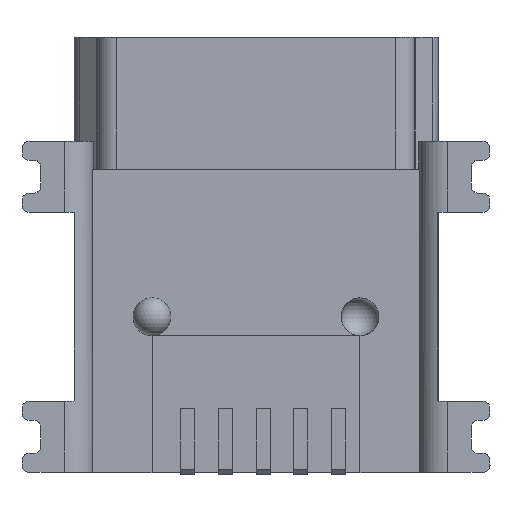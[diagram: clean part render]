
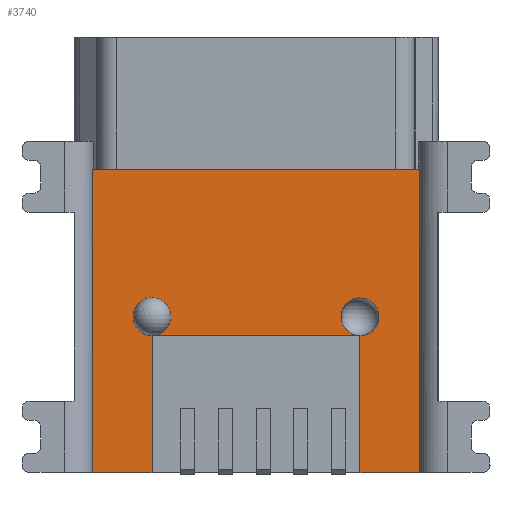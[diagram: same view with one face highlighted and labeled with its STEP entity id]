
A CAD part, front view. The second image highlights one B-rep face of the part: STEP entity #3740.
In plain terms, the highlighted planar face has unit normal (0, -1, 0).
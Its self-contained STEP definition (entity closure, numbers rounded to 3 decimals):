
#1868=EDGE_CURVE('',#4850,#2450,#5384,.T.);
#2110=EDGE_CURVE('',#3314,#3580,#5647,.T.);
#2154=EDGE_CURVE('',#2236,#3580,#5695,.T.);
#2236=VERTEX_POINT('',#5782);
#2268=EDGE_CURVE('',#3820,#4356,#5817,.T.);
#2290=EDGE_CURVE('',#4204,#2884,#5843,.T.);
#2450=VERTEX_POINT('',#6012);
#2660=EDGE_CURVE('',#3642,#3166,#6239,.T.);
#2884=VERTEX_POINT('',#6479);
#2970=EDGE_CURVE('',#4356,#4850,#6574,.T.);
#3020=EDGE_CURVE('',#3642,#2236,#6627,.T.);
#3166=VERTEX_POINT('',#6791);
#3314=VERTEX_POINT('',#6952);
#3436=VERTEX_POINT('',#7083);
#3580=VERTEX_POINT('',#7241);
#3624=EDGE_CURVE('',#5230,#3436,#7287,.T.);
#3642=VERTEX_POINT('',#7306);
#3740=ADVANCED_FACE('',(#7414),#7415,.T.);
#3792=EDGE_CURVE('',#2884,#5102,#7473,.T.);
#3820=VERTEX_POINT('',#7503);
#3918=EDGE_CURVE('',#3166,#3820,#7613,.T.);
#4126=EDGE_CURVE('',#3436,#4204,#7838,.T.);
#4204=VERTEX_POINT('',#7921);
#4356=VERTEX_POINT('',#8091);
#4366=EDGE_CURVE('',#2450,#5230,#8103,.T.);
#4410=EDGE_CURVE('',#5102,#3314,#8152,.T.);
#4850=VERTEX_POINT('',#8634);
#5102=VERTEX_POINT('',#8906);
#5230=VERTEX_POINT('',#9044);
#5384=CIRCLE('',#9245,0.4);
#5647=LINE('',#9622,#9623);
#5695=LINE('',#9702,#9703);
#5782=CARTESIAN_POINT('',(3.45,-0.001,-2.79));
#5817=LINE('',#9903,#9904);
#5843=CIRCLE('',#9943,0.4);
#6012=CARTESIAN_POINT('',(-1.8,-0.001,-5.91));
#6239=LINE('',#10527,#10528);
#6479=CARTESIAN_POINT('',(2.6,-0.001,-5.91));
#6574=CIRCLE('',#11042,0.4);
#6627=LINE('',#11121,#11122);
#6791=CARTESIAN_POINT('',(-3.45,-0.001,-9.21));
#6952=CARTESIAN_POINT('',(2.2,-0.001,-9.21));
#7083=CARTESIAN_POINT('',(2.111,-0.001,-6.3));
#7241=CARTESIAN_POINT('',(3.45,-0.001,-9.21));
#7287=LINE('',#12079,#12080);
#7306=CARTESIAN_POINT('',(-3.45,-0.001,-2.79));
#7414=FACE_OUTER_BOUND('',#12275,.T.);
#7415=PLANE('',#12276);
#7473=CIRCLE('',#12346,0.4);
#7503=CARTESIAN_POINT('',(-2.2,-0.001,-9.21));
#7613=LINE('',#12537,#12538);
#7838=CIRCLE('',#12889,0.4);
#7921=CARTESIAN_POINT('',(1.8,-0.001,-5.91));
#8091=CARTESIAN_POINT('',(-2.2,-0.001,-6.31));
#8103=CIRCLE('',#13285,0.4);
#8152=LINE('',#13352,#13353);
#8634=CARTESIAN_POINT('',(-2.6,-0.001,-5.91));
#8906=CARTESIAN_POINT('',(2.2,-0.001,-6.31));
#9044=CARTESIAN_POINT('',(-2.111,-0.001,-6.3));
#9245=AXIS2_PLACEMENT_3D('',#14829,#14830,#14831);
#9622=CARTESIAN_POINT('',(-3.45,-0.001,-9.21));
#9623=VECTOR('',#15109,1.0);
#9702=CARTESIAN_POINT('',(3.45,-0.001,-2.79));
#9703=VECTOR('',#15171,1.0);
#9903=CARTESIAN_POINT('',(-2.2,-0.001,-5.795));
#9904=VECTOR('',#15321,1.0);
#9943=AXIS2_PLACEMENT_3D('',#15358,#15359,#15360);
#10527=CARTESIAN_POINT('',(-3.45,-0.001,-2.79));
#10528=VECTOR('',#15754,1.0);
#11042=AXIS2_PLACEMENT_3D('',#16144,#16145,#16146);
#11121=CARTESIAN_POINT('',(-3.45,-0.001,-2.79));
#11122=VECTOR('',#16191,1.0);
#12079=CARTESIAN_POINT('',(-1.725,-0.001,-6.3));
#12080=VECTOR('',#16904,1.0);
#12275=EDGE_LOOP('',(#17072,#17073,#17074,#17075,#17076,#17077,#17078,#17079,#17080,#17081,#17082,#17083,#17084,#17085));
#12276=AXIS2_PLACEMENT_3D('',#17086,#17087,#17088);
#12346=AXIS2_PLACEMENT_3D('',#17154,#17155,#17156);
#12537=CARTESIAN_POINT('',(-3.45,-0.001,-9.21));
#12538=VECTOR('',#17313,1.0);
#12889=AXIS2_PLACEMENT_3D('',#17526,#17527,#17528);
#13285=AXIS2_PLACEMENT_3D('',#17812,#17813,#17814);
#13352=CARTESIAN_POINT('',(2.2,-0.001,-5.795));
#13353=VECTOR('',#17867,1.0);
#14829=CARTESIAN_POINT('',(-2.2,-0.001,-5.91));
#14830=DIRECTION('',(0.0,1.0,0.0));
#14831=DIRECTION('',(-1.0,0.0,0.));
#15109=DIRECTION('',(1.0,0.0,0.));
#15171=DIRECTION('',(0.,0.0,-1.0));
#15321=DIRECTION('',(0.,0.0,1.0));
#15358=CARTESIAN_POINT('',(2.2,-0.001,-5.91));
#15359=DIRECTION('',(0.0,1.0,0.0));
#15360=DIRECTION('',(-1.0,0.0,0.));
#15754=DIRECTION('',(0.,0.0,-1.0));
#16144=CARTESIAN_POINT('',(-2.2,-0.001,-5.91));
#16145=DIRECTION('',(0.0,1.0,0.0));
#16146=DIRECTION('',(-1.0,0.0,0.));
#16191=DIRECTION('',(1.0,0.0,0.));
#16904=DIRECTION('',(1.0,0.0,0.));
#17072=ORIENTED_EDGE('',*,*,#4410,.T.);
#17073=ORIENTED_EDGE('',*,*,#2110,.T.);
#17074=ORIENTED_EDGE('',*,*,#2154,.F.);
#17075=ORIENTED_EDGE('',*,*,#3020,.F.);
#17076=ORIENTED_EDGE('',*,*,#2660,.T.);
#17077=ORIENTED_EDGE('',*,*,#3918,.T.);
#17078=ORIENTED_EDGE('',*,*,#2268,.T.);
#17079=ORIENTED_EDGE('',*,*,#2970,.T.);
#17080=ORIENTED_EDGE('',*,*,#1868,.T.);
#17081=ORIENTED_EDGE('',*,*,#4366,.T.);
#17082=ORIENTED_EDGE('',*,*,#3624,.T.);
#17083=ORIENTED_EDGE('',*,*,#4126,.T.);
#17084=ORIENTED_EDGE('',*,*,#2290,.T.);
#17085=ORIENTED_EDGE('',*,*,#3792,.T.);
#17086=CARTESIAN_POINT('',(-3.45,-0.001,-2.79));
#17087=DIRECTION('',(0.0,-1.0,0.0));
#17088=DIRECTION('',(-1.0,0.0,0.));
#17154=CARTESIAN_POINT('',(2.2,-0.001,-5.91));
#17155=DIRECTION('',(0.0,1.0,0.0));
#17156=DIRECTION('',(-1.0,0.0,0.));
#17313=DIRECTION('',(1.0,0.0,0.));
#17526=CARTESIAN_POINT('',(2.2,-0.001,-5.91));
#17527=DIRECTION('',(0.0,1.0,0.0));
#17528=DIRECTION('',(-1.0,0.0,0.));
#17812=CARTESIAN_POINT('',(-2.2,-0.001,-5.91));
#17813=DIRECTION('',(0.0,1.0,0.0));
#17814=DIRECTION('',(-1.0,0.0,0.));
#17867=DIRECTION('',(0.,0.0,-1.0));
